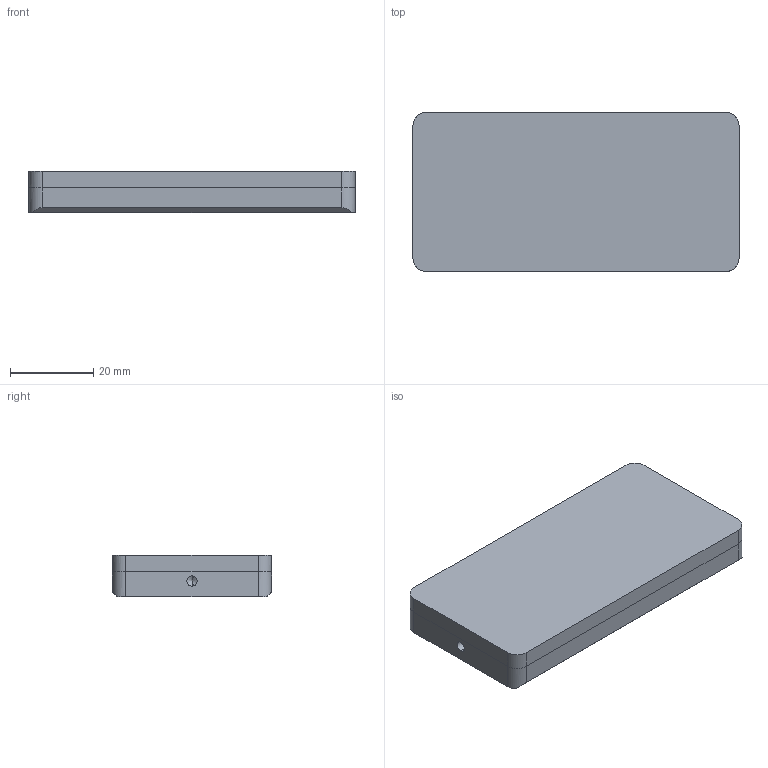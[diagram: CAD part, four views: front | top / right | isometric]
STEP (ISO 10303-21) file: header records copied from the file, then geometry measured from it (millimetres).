
FILE_DESCRIPTION (( 'STEP AP203' ), '1' );
FILE_NAME ('S17038210.STEP', '2015-10-23T19:04:23', ( '' ), ( '' ), 'SwSTEP 2.0', 'SolidWorks 2015', '' );
FILE_SCHEMA (( 'CONFIG_CONTROL_DESIGN' ));
Length unit declared in the file: millimetre
Products named in the file (1): S17038210
Bounding box: 78.1 x 38.1 x 10 mm (x, y, z)
Volume: 28806.9 mm3; surface area: 8523.5 mm2
Topology: 1 solids, 1 shells, 58 faces, 150 edges, 94 vertices
Faces by surface type: plane 30, cylinder 24, cone 4
Entity records: 1839 total; most frequent: CARTESIAN_POINT 359, ORIENTED_EDGE 292, DIRECTION 292, EDGE_CURVE 146, AXIS2_PLACEMENT_3D 99, LINE 94, VECTOR 94, VERTEX_POINT 94
